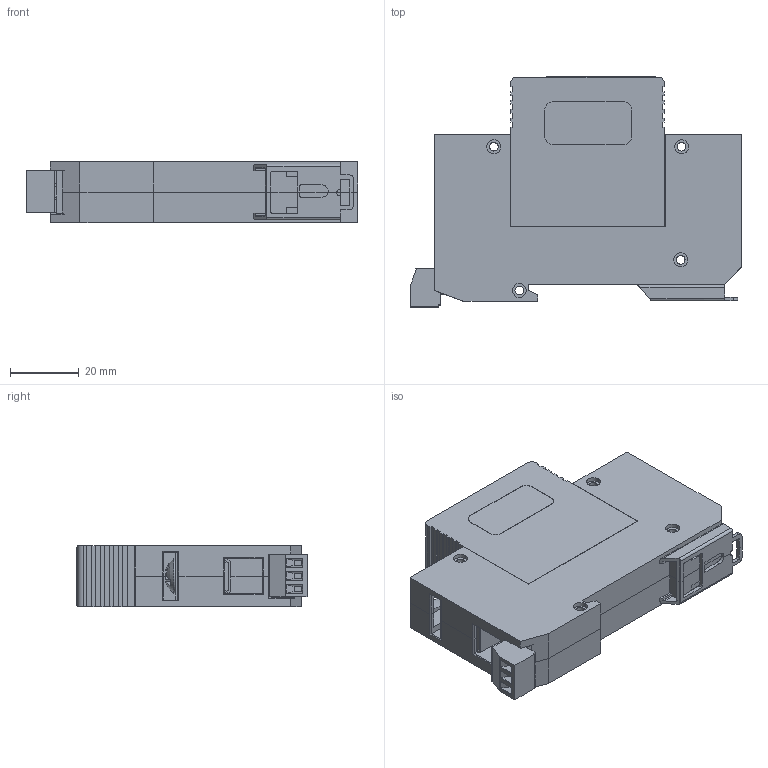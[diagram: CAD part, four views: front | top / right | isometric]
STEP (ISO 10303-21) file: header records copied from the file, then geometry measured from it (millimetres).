
FILE_DESCRIPTION (( 'STEP AP214' ), '1' );
FILE_NAME ('1102-014-38-2-E.STEP', '2019-01-25T20:07:53', ( '' ), ( '' ), 'SwSTEP 2.0', 'SolidWorks 2018', '' );
FILE_SCHEMA (( 'AUTOMOTIVE_DESIGN' ));
Length unit declared in the file: inch
Products named in the file (11): 1102-014-38_connector; 2003-1052; 1102-014-38-2-E; 2003-2611; 1102-014-38; 1102-014-38_top
Assembly tree (5 placements, depth 2):
  2003-1052
  1102-014-38-2-E
    1102-014-38
    1102-014-38_connector
    1102-014-38_top
    2003-2611
    2003-1052
  2003-2611
  1102-014-38_connector
  1102-014-38
Bounding box: 96.89 x 67.16 x 17.9 mm (x, y, z)
Volume: 75942.2 mm3; surface area: 37948 mm2
Topology: 31 solids, 31 shells, 1832 faces, 4872 edges, 3228 vertices
Faces by surface type: plane 1277, bspline 419, cylinder 122, torus 6, cone 6, sphere 2
Entity records: 95674 total; most frequent: CARTESIAN_POINT 34349, ORIENTED_EDGE 9736, DIRECTION 7120, EDGE_CURVE 4868, VECTOR 3678, LINE 3678, VERTEX_POINT 3226, EDGE_LOOP 1998
